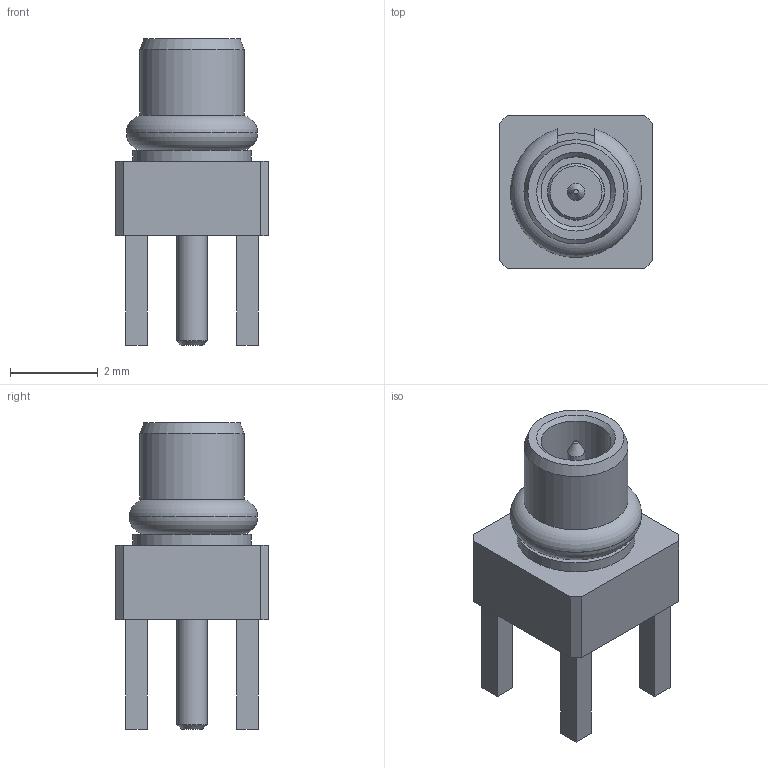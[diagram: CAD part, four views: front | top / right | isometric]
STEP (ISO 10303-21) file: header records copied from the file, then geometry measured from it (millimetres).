
FILE_DESCRIPTION(/* description */ ('Unknown'),/* implementation_level */ '2;1');
FILE_NAME(/* name */ '66014002121503',/* time_stamp */ '2019-04-01T17:10:51+02:00',/* author */ ('Unknown'),/* organization */ ('Unknown'),/* preprocessor_version */ 'ST-DEVELOPER v16.7',/* originating_system */ 'DEX',/* authorisation */ $);
FILE_SCHEMA (('AUTOMOTIVE_DESIGN {1 0 10303 214 3 1 1}'));
Length unit declared in the file: millimetre
Products named in the file (1): 66014002121503
Bounding box: 3.5 x 3.5 x 7 mm (x, y, z)
Volume: 34.9 mm3; surface area: 128.3 mm2
Topology: 2 solids, 2 shells, 59 faces, 125 edges, 83 vertices
Faces by surface type: plane 41, cylinder 11, cone 5, torus 2
Full cylindrical faces by diameter (mm): 0.4 x1, 0.7 x1, 1.29 x1, 1.3 x1, 1.6 x1, 2.25 x1, 2.32 x1, 2.38 x1, 2.7 x1
Entity records: 1876 total; most frequent: CARTESIAN_POINT 258, DIRECTION 250, ORIENTED_EDGE 214, EDGE_CURVE 107, AXIS2_PLACEMENT_3D 87, EDGE_LOOP 86, FACE_BOUND 86, VERTEX_POINT 79
